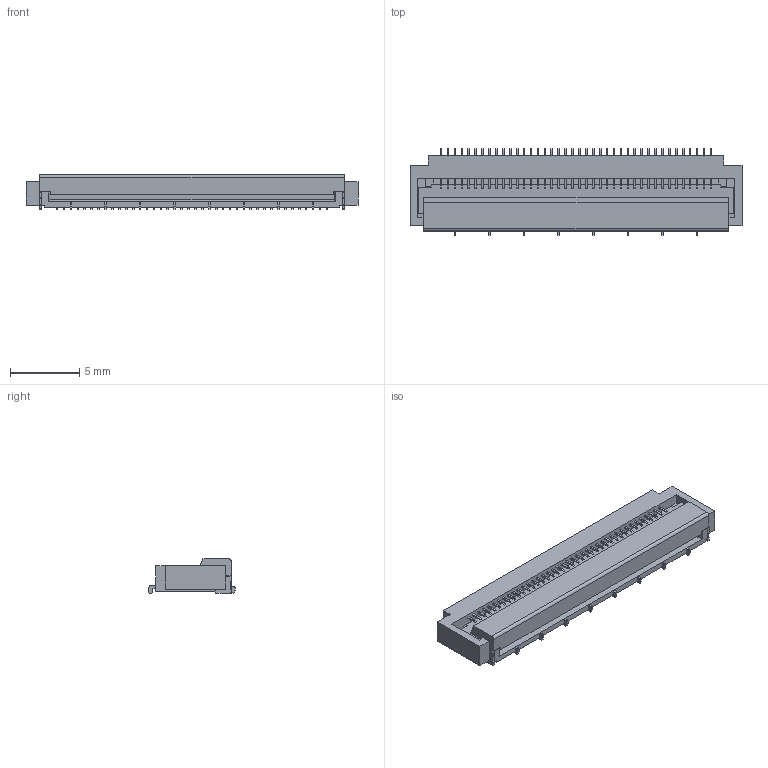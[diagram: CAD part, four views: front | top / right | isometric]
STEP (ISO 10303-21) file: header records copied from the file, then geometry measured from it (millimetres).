
FILE_DESCRIPTION(('STEP AP242'),'1');
FILE_NAME('fh41-40s-0_5sh_05_.stp','2023-02-24T14:29:54',('TraceParts'),('TraceParts S.A.'),'Spatial InterOp 3D',' ',' ');
FILE_SCHEMA(('AP242_MANAGED_MODEL_BASED_3D_ENGINEERING_MIM_LF {1 0 10303 442 1 1 4}'));
Length unit declared in the file: millimetre
Products named in the file (1): fh41-40s-0_5sh_05_
Bounding box: 24 x 6.25 x 2.5 mm (x, y, z)
Volume: 193.3 mm3; surface area: 678.8 mm2
Topology: 1 solids, 1 shells, 927 faces, 2793 edges, 1862 vertices
Faces by surface type: plane 694, cylinder 233
Entity records: 31365 total; most frequent: ORIENTED_EDGE 5586, CARTESIAN_POINT 5583, DIRECTION 5115, EDGE_CURVE 2793, LINE 2327, VECTOR 2327, VERTEX_POINT 1862, AXIS2_PLACEMENT_3D 1394
